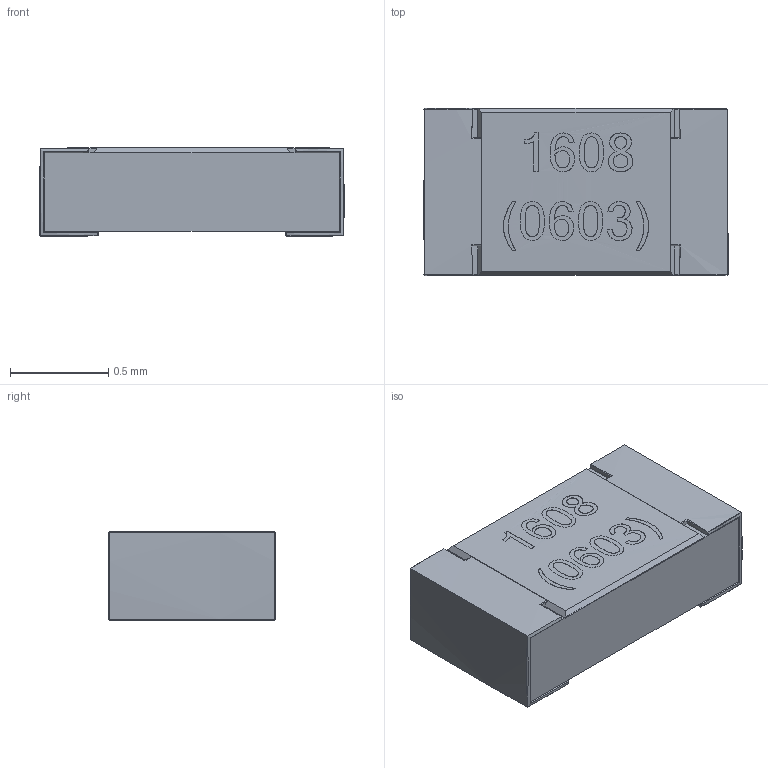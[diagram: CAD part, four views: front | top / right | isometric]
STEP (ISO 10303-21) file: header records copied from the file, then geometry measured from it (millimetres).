
FILE_DESCRIPTION (( 'STEP AP214' ), '1' );
FILE_NAME ('R_0603.STEP', '2016-02-10T17:40:41', ( '' ), ( '' ), 'SwSTEP 2.0', 'SolidWorks 2012', '' );
FILE_SCHEMA (( 'AUTOMOTIVE_DESIGN' ));
Length unit declared in the file: millimetre
Products named in the file (1): R_0603
Bounding box: 1.55 x 0.85 x 0.45 mm (x, y, z)
Volume: 0.6 mm3; surface area: 4.8 mm2
Topology: 1 solids, 1 shells, 229 faces, 577 edges, 364 vertices
Faces by surface type: bspline 116, plane 67, cylinder 46
Entity records: 9541 total; most frequent: CARTESIAN_POINT 2731, ORIENTED_EDGE 1148, EDGE_CURVE 574, B_SPLINE_CURVE_WITH_KNOTS 392, DIRECTION 389, VERTEX_POINT 364, EDGE_LOOP 246, UNCERTAINTY_MEASURE_WITH_UNIT 232
